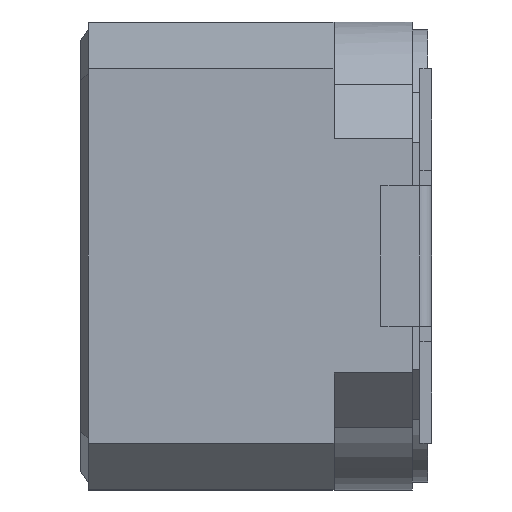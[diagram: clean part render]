
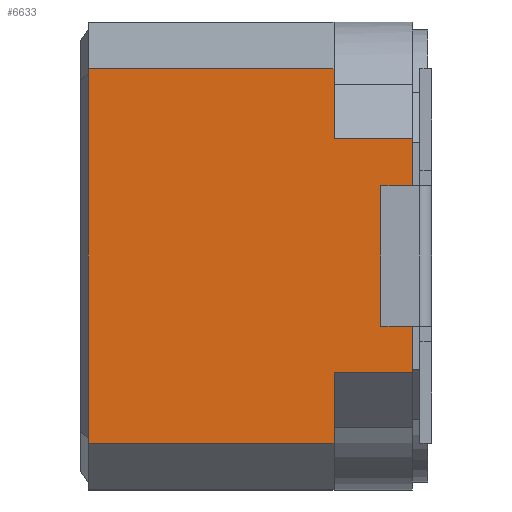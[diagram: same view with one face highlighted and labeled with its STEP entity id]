
A CAD part, left-side view. The second image highlights one B-rep face of the part: STEP entity #6633.
In plain terms, the highlighted planar face has unit normal (-1, 0, 0).
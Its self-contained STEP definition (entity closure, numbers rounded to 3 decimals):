
#72 = LINE ( 'NONE', #4202, #5771 ) ;
#155 = ORIENTED_EDGE ( 'NONE', *, *, #4927, .T. ) ;
#769 = CARTESIAN_POINT ( 'NONE',  ( -3., -1.075, 3.1 ) ) ;
#1049 = VECTOR ( 'NONE', #7407, 1000. ) ;
#1801 = ORIENTED_EDGE ( 'NONE', *, *, #11618, .T. ) ;
#2725 = ORIENTED_EDGE ( 'NONE', *, *, #10768, .F. ) ;
#2830 = VERTEX_POINT ( 'NONE', #18772 ) ;
#4113 = CARTESIAN_POINT ( 'NONE',  ( -3., -2.076, -2.4 ) ) ;
#4202 = CARTESIAN_POINT ( 'NONE',  ( -3., -2.076, 2.4 ) ) ;
#4230 = CARTESIAN_POINT ( 'NONE',  ( -3., -1.075, 1.5 ) ) ;
#4380 = LINE ( 'NONE', #6983, #7032 ) ;
#4520 = CARTESIAN_POINT ( 'NONE',  ( -3., -1.075, -2.4 ) ) ;
#4927 = EDGE_CURVE ( 'NONE', #2830, #19138, #15719, .T. ) ;
#5163 = DIRECTION ( 'NONE',  ( 0., -1., 0. ) ) ;
#5771 = VECTOR ( 'NONE', #14067, 1000. ) ;
#6012 = VERTEX_POINT ( 'NONE', #4520 ) ;
#6206 = ORIENTED_EDGE ( 'NONE', *, *, #14517, .F. ) ;
#6419 = LINE ( 'NONE', #10708, #6692 ) ;
#6512 = LINE ( 'NONE', #769, #7031 ) ;
#6544 = EDGE_CURVE ( 'NONE', #17585, #16789, #72, .T. ) ;
#6633 = ADVANCED_FACE ( 'NONE', ( #12265 ), #11362, .F. ) ;
#6692 = VECTOR ( 'NONE', #17095, 1000. ) ;
#6983 = CARTESIAN_POINT ( 'NONE',  ( -3., -1.075, 1.5 ) ) ;
#7031 = VECTOR ( 'NONE', #19404, 1000. ) ;
#7032 = VECTOR ( 'NONE', #5163, 1000. ) ;
#7071 = VERTEX_POINT ( 'NONE', #14042 ) ;
#7407 = DIRECTION ( 'NONE',  ( 0., 1., 0. ) ) ;
#7979 = LINE ( 'NONE', #12948, #14219 ) ;
#8068 = DIRECTION ( 'NONE',  ( 0., 0., 1. ) ) ;
#9664 = CARTESIAN_POINT ( 'NONE',  ( -3., -1.075, -3.1 ) ) ;
#9868 = LINE ( 'NONE', #4113, #1049 ) ;
#10708 = CARTESIAN_POINT ( 'NONE',  ( -3., 2.075, 3. ) ) ;
#10768 = EDGE_CURVE ( 'NONE', #17585, #16902, #6512, .T. ) ;
#11083 = ORIENTED_EDGE ( 'NONE', *, *, #12921, .T. ) ;
#11324 = VECTOR ( 'NONE', #15098, 1000. ) ;
#11362 = PLANE ( 'NONE',  #14194 ) ;
#11537 = CARTESIAN_POINT ( 'NONE',  ( -3., -1.075, -1.5 ) ) ;
#11618 = EDGE_CURVE ( 'NONE', #19138, #20169, #7979, .T. ) ;
#12196 = EDGE_CURVE ( 'NONE', #7071, #16789, #6419, .T. ) ;
#12265 = FACE_OUTER_BOUND ( 'NONE', #19080, .T. ) ;
#12448 = ORIENTED_EDGE ( 'NONE', *, *, #12196, .F. ) ;
#12728 = ORIENTED_EDGE ( 'NONE', *, *, #6544, .T. ) ;
#12921 = EDGE_CURVE ( 'NONE', #6012, #2830, #19877, .T. ) ;
#12948 = CARTESIAN_POINT ( 'NONE',  ( -3., -2.075, 3. ) ) ;
#12963 = DIRECTION ( 'NONE',  ( 0., 0., -1. ) ) ;
#13024 = DIRECTION ( 'NONE',  ( 0., 0., 1. ) ) ;
#13183 = CARTESIAN_POINT ( 'NONE',  ( -3., -2.075, 1.5 ) ) ;
#14042 = CARTESIAN_POINT ( 'NONE',  ( -3., 2.075, -2.4 ) ) ;
#14067 = DIRECTION ( 'NONE',  ( 0., 1., 0. ) ) ;
#14194 = AXIS2_PLACEMENT_3D ( 'NONE', #14485, #19492, #12963 ) ;
#14219 = VECTOR ( 'NONE', #8068, 1000. ) ;
#14485 = CARTESIAN_POINT ( 'NONE',  ( -3., 2.075, 3. ) ) ;
#14517 = EDGE_CURVE ( 'NONE', #16902, #20169, #4380, .T. ) ;
#15098 = DIRECTION ( 'NONE',  ( 0., -1., 0. ) ) ;
#15450 = VECTOR ( 'NONE', #13024, 1000. ) ;
#15719 = LINE ( 'NONE', #11537, #11324 ) ;
#16789 = VERTEX_POINT ( 'NONE', #20495 ) ;
#16902 = VERTEX_POINT ( 'NONE', #4230 ) ;
#17095 = DIRECTION ( 'NONE',  ( 0., 0., 1. ) ) ;
#17585 = VERTEX_POINT ( 'NONE', #19272 ) ;
#17864 = ORIENTED_EDGE ( 'NONE', *, *, #20574, .F. ) ;
#18772 = CARTESIAN_POINT ( 'NONE',  ( -3., -1.075, -1.5 ) ) ;
#19080 = EDGE_LOOP ( 'NONE', ( #155, #1801, #6206, #2725, #12728, #12448, #17864, #11083 ) ) ;
#19125 = CARTESIAN_POINT ( 'NONE',  ( -3., -2.075, -1.5 ) ) ;
#19138 = VERTEX_POINT ( 'NONE', #19125 ) ;
#19272 = CARTESIAN_POINT ( 'NONE',  ( -3., -1.075, 2.4 ) ) ;
#19404 = DIRECTION ( 'NONE',  ( 0., 0., -1. ) ) ;
#19492 = DIRECTION ( 'NONE',  ( 1., 0., 0. ) ) ;
#19877 = LINE ( 'NONE', #9664, #15450 ) ;
#20169 = VERTEX_POINT ( 'NONE', #13183 ) ;
#20495 = CARTESIAN_POINT ( 'NONE',  ( -3., 2.075, 2.4 ) ) ;
#20574 = EDGE_CURVE ( 'NONE', #6012, #7071, #9868, .T. ) ;
